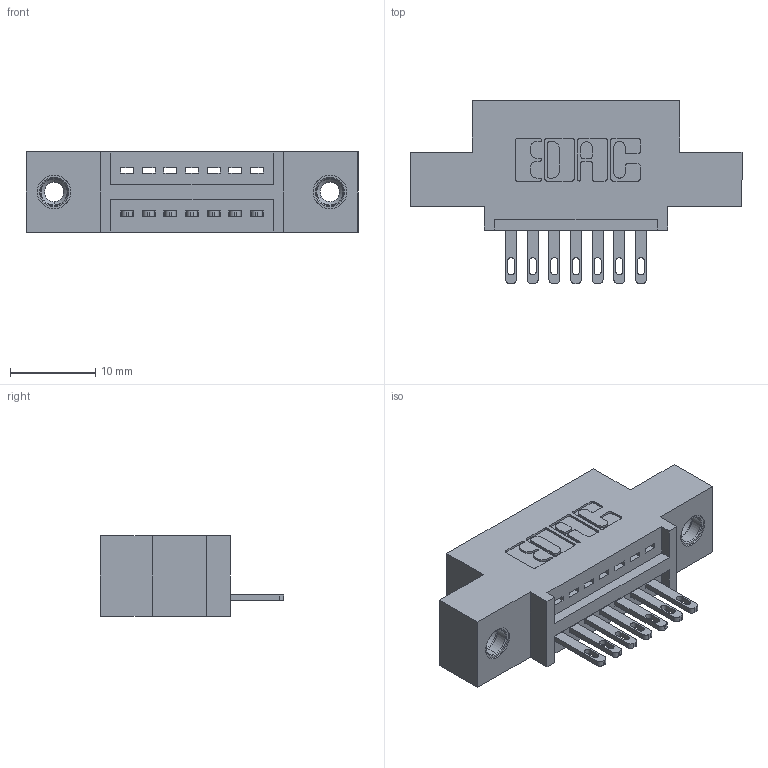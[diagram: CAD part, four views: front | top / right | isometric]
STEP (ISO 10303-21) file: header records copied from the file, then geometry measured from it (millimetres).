
FILE_DESCRIPTION (( 'STEP AP203' ), '1' );
FILE_NAME ('895-007-500-408.STEP', '2020-09-24T22:21:25', ( '' ), ( '' ), 'SwSTEP 2.0', 'SolidWorks 2020', '' );
FILE_SCHEMA (( 'CONFIG_CONTROL_DESIGN' ));
Length unit declared in the file: inch
Products named in the file (4): 345-250-001_345-250-003-102; 895-007-500-408; 845 Part_0.110 Offset - 0.156 Dia-TI; 345-292-001_345-293-100
Assembly tree (10 placements, depth 2):
  895-007-500-408
    845 Part_0.110 Offset - 0.156 Dia-TI
    345-292-001_345-293-100  x7
    345-250-001_345-250-003-102  x2
Bounding box: 38.99 x 21.51 x 9.4 mm (x, y, z)
Volume: 3341 mm3; surface area: 4080.9 mm2
Topology: 10 solids, 10 shells, 568 faces, 1665 edges, 1102 vertices
Faces by surface type: plane 354, cylinder 198, cone 12, torus 4
Entity records: 11228 total; most frequent: CARTESIAN_POINT 1928, ORIENTED_EDGE 1862, DIRECTION 1763, EDGE_CURVE 931, VECTOR 747, LINE 747, VERTEX_POINT 616, AXIS2_PLACEMENT_3D 508
